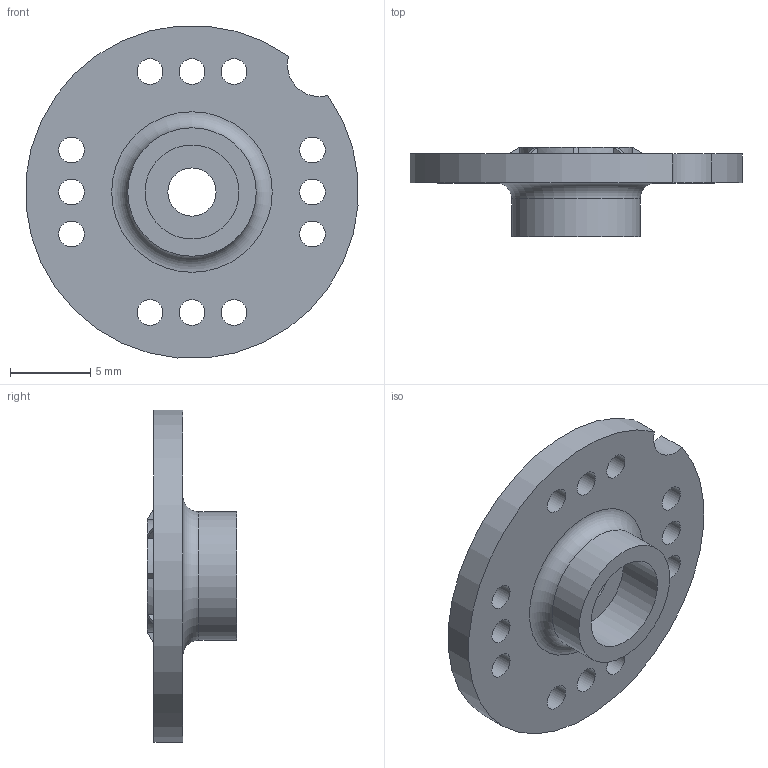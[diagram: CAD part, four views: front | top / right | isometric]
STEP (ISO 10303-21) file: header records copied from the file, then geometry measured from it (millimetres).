
FILE_DESCRIPTION(/* description */ (''),/* implementation_level */ '2;1');
FILE_NAME(/* name */ 'ROUND SERVO ARM ONYX.stp',/* time_stamp */ '2021-08-13T15:56:59-05:00',/* author */ ('dotwibo2'),/* organization */ (''),/* preprocessor_version */ 'ST-DEVELOPER v18.1',/* originating_system */ 'Autodesk Inventor 2022',/* authorisation */ '');
FILE_SCHEMA (('CONFIG_CONTROL_DESIGN'));
Length unit declared in the file: millimetre
Products named in the file (1): ROUND SERVO ARM ONYX
Bounding box: 20.68 x 5.56 x 20.68 mm (x, y, z)
Volume: 618.5 mm3; surface area: 1013.9 mm2
Topology: 1 solids, 1 shells, 50 faces, 132 edges, 88 vertices
Faces by surface type: plane 30, cylinder 19, torus 1
Full cylindrical faces by diameter (mm): 1.6 x12, 3 x1, 5.85 x1, 6.1 x1, 7 x1, 8 x1
Entity records: 1668 total; most frequent: DIRECTION 291, CARTESIAN_POINT 271, ORIENTED_EDGE 264, EDGE_CURVE 132, AXIS2_PLACEMENT_3D 108, VERTEX_POINT 88, EDGE_LOOP 80, LINE 75
